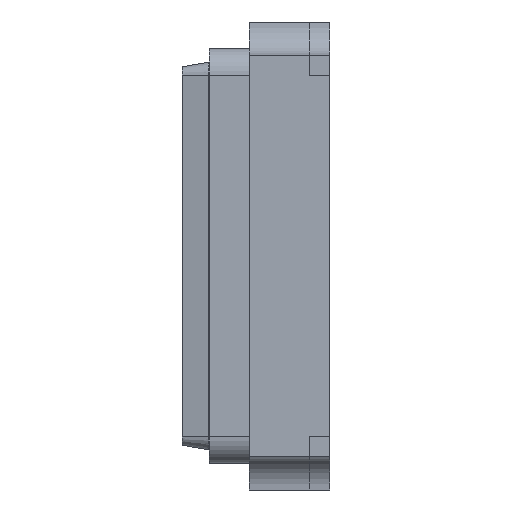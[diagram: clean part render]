
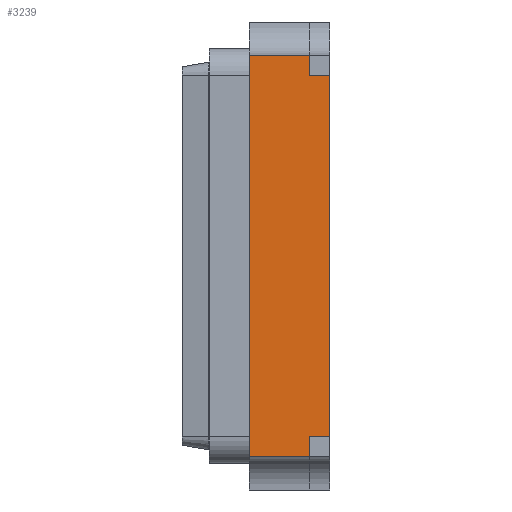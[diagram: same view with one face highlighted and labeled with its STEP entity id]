
A CAD part, left-side view. The second image highlights one B-rep face of the part: STEP entity #3239.
In plain terms, the highlighted planar face has unit normal (-1, 0, 0).
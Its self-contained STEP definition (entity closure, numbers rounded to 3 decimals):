
#56 = CARTESIAN_POINT ( 'NONE',  ( -3., 0.15, 1.5 ) ) ;
#85 = ORIENTED_EDGE ( 'NONE', *, *, #2474, .F. ) ;
#160 = EDGE_CURVE ( 'NONE', #1044, #3531, #2143, .T. ) ;
#188 = VERTEX_POINT ( 'NONE', #331 ) ;
#210 = DIRECTION ( 'NONE',  ( 0., 0., 1. ) ) ;
#305 = DIRECTION ( 'NONE',  ( 0., -1., 0. ) ) ;
#331 = CARTESIAN_POINT ( 'NONE',  ( -3., 0.15, -1.35 ) ) ;
#344 = CARTESIAN_POINT ( 'NONE',  ( -3., 0.6, 0. ) ) ;
#423 = CARTESIAN_POINT ( 'NONE',  ( -3., 0., 1.35 ) ) ;
#446 = VECTOR ( 'NONE', #2768, 1000. ) ;
#694 = EDGE_LOOP ( 'NONE', ( #805, #1551, #85, #2683, #2829, #2229, #2826, #1012 ) ) ;
#716 = LINE ( 'NONE', #3141, #2467 ) ;
#805 = ORIENTED_EDGE ( 'NONE', *, *, #1654, .T. ) ;
#992 = VERTEX_POINT ( 'NONE', #2942 ) ;
#1012 = ORIENTED_EDGE ( 'NONE', *, *, #1458, .F. ) ;
#1031 = PLANE ( 'NONE',  #2662 ) ;
#1044 = VERTEX_POINT ( 'NONE', #3448 ) ;
#1130 = DIRECTION ( 'NONE',  ( 0., 0., -1. ) ) ;
#1202 = EDGE_CURVE ( 'NONE', #992, #2241, #2979, .T. ) ;
#1220 = EDGE_CURVE ( 'NONE', #1531, #1044, #3020, .T. ) ;
#1235 = LINE ( 'NONE', #2686, #3343 ) ;
#1354 = CARTESIAN_POINT ( 'NONE',  ( -3., 0.6, 0. ) ) ;
#1458 = EDGE_CURVE ( 'NONE', #188, #3531, #716, .T. ) ;
#1513 = LINE ( 'NONE', #2825, #2064 ) ;
#1531 = VERTEX_POINT ( 'NONE', #2673 ) ;
#1551 = ORIENTED_EDGE ( 'NONE', *, *, #2052, .F. ) ;
#1614 = DIRECTION ( 'NONE',  ( 0., -1., 0. ) ) ;
#1629 = EDGE_CURVE ( 'NONE', #1531, #992, #1235, .T. ) ;
#1654 = EDGE_CURVE ( 'NONE', #188, #3387, #3061, .T. ) ;
#1732 = CARTESIAN_POINT ( 'NONE',  ( -3., 0., -1.35 ) ) ;
#1906 = DIRECTION ( 'NONE',  ( 0., 0., -1. ) ) ;
#1992 = VECTOR ( 'NONE', #3521, 1000. ) ;
#2052 = EDGE_CURVE ( 'NONE', #3536, #3387, #2378, .T. ) ;
#2064 = VECTOR ( 'NONE', #2585, 1000. ) ;
#2081 = CARTESIAN_POINT ( 'NONE',  ( -3., 0.15, -1.5 ) ) ;
#2143 = LINE ( 'NONE', #2763, #3082 ) ;
#2229 = ORIENTED_EDGE ( 'NONE', *, *, #1220, .T. ) ;
#2241 = VERTEX_POINT ( 'NONE', #3490 ) ;
#2378 = LINE ( 'NONE', #3537, #2883 ) ;
#2428 = VECTOR ( 'NONE', #1130, 1000. ) ;
#2441 = CARTESIAN_POINT ( 'NONE',  ( -3., 0.15, -1.35 ) ) ;
#2467 = VECTOR ( 'NONE', #3176, 1000. ) ;
#2474 = EDGE_CURVE ( 'NONE', #2241, #3536, #1513, .T. ) ;
#2491 = FACE_OUTER_BOUND ( 'NONE', #694, .T. ) ;
#2585 = DIRECTION ( 'NONE',  ( 0., -1., 0. ) ) ;
#2662 = AXIS2_PLACEMENT_3D ( 'NONE', #1354, #3234, #210 ) ;
#2673 = CARTESIAN_POINT ( 'NONE',  ( -3., 0.6, 1.5 ) ) ;
#2683 = ORIENTED_EDGE ( 'NONE', *, *, #1202, .F. ) ;
#2686 = CARTESIAN_POINT ( 'NONE',  ( -3., 0.6, 1.5 ) ) ;
#2763 = CARTESIAN_POINT ( 'NONE',  ( -3., 0.6, -1.5 ) ) ;
#2768 = DIRECTION ( 'NONE',  ( 0., 0., -1. ) ) ;
#2825 = CARTESIAN_POINT ( 'NONE',  ( -3., 0.15, 1.35 ) ) ;
#2826 = ORIENTED_EDGE ( 'NONE', *, *, #160, .T. ) ;
#2829 = ORIENTED_EDGE ( 'NONE', *, *, #1629, .F. ) ;
#2883 = VECTOR ( 'NONE', #1906, 1000. ) ;
#2942 = CARTESIAN_POINT ( 'NONE',  ( -3., 0.15, 1.5 ) ) ;
#2979 = LINE ( 'NONE', #56, #446 ) ;
#3020 = LINE ( 'NONE', #344, #2428 ) ;
#3061 = LINE ( 'NONE', #2441, #1992 ) ;
#3082 = VECTOR ( 'NONE', #305, 1000. ) ;
#3141 = CARTESIAN_POINT ( 'NONE',  ( -3., 0.15, -1.5 ) ) ;
#3176 = DIRECTION ( 'NONE',  ( 0., 0., -1. ) ) ;
#3234 = DIRECTION ( 'NONE',  ( -1., 0., 0. ) ) ;
#3239 = ADVANCED_FACE ( 'NONE', ( #2491 ), #1031, .T. ) ;
#3343 = VECTOR ( 'NONE', #1614, 1000. ) ;
#3387 = VERTEX_POINT ( 'NONE', #1732 ) ;
#3448 = CARTESIAN_POINT ( 'NONE',  ( -3., 0.6, -1.5 ) ) ;
#3490 = CARTESIAN_POINT ( 'NONE',  ( -3., 0.15, 1.35 ) ) ;
#3521 = DIRECTION ( 'NONE',  ( 0., -1., 0. ) ) ;
#3531 = VERTEX_POINT ( 'NONE', #2081 ) ;
#3536 = VERTEX_POINT ( 'NONE', #423 ) ;
#3537 = CARTESIAN_POINT ( 'NONE',  ( -3., 0., 0. ) ) ;
